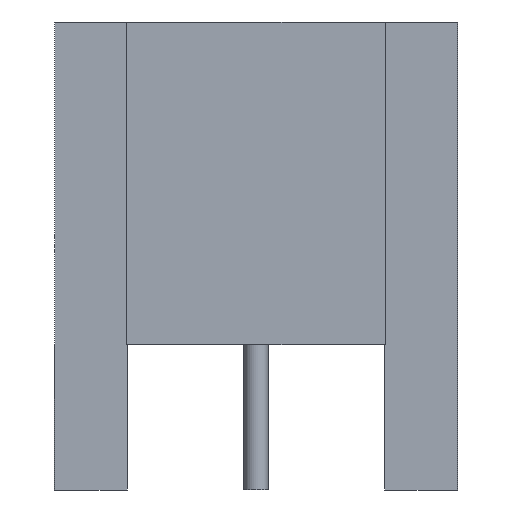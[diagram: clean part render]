
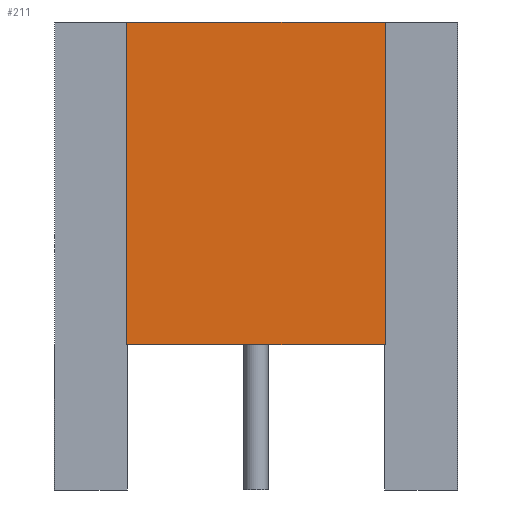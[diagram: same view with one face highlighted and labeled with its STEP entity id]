
A CAD part, front view. The second image highlights one B-rep face of the part: STEP entity #211.
In plain terms, the highlighted planar face has unit normal (0, -1, 0).
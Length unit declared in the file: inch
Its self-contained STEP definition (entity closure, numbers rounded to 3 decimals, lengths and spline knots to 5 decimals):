
#12 = ORIENTED_EDGE ( 'NONE', *, *, #1642, .T. ) ;
#50 = ORIENTED_EDGE ( 'NONE', *, *, #1499, .T. ) ;
#116 = CARTESIAN_POINT ( 'NONE',  ( 0.08, -0.0815, 0. ) ) ;
#123 = DIRECTION ( 'NONE',  ( 1., 0., 0. ) ) ;
#129 = CARTESIAN_POINT ( 'NONE',  ( 0.08, -0.0815, -0.2 ) ) ;
#143 = CARTESIAN_POINT ( 'NONE',  ( 0.08, -0.0815, 0. ) ) ;
#145 = LINE ( 'NONE', #775, #1424 ) ;
#211 = ADVANCED_FACE ( 'NONE', ( #1414 ), #1457, .F. ) ;
#240 = VECTOR ( 'NONE', #1147, 39.37008 ) ;
#241 = EDGE_CURVE ( 'NONE', #1219, #573, #1239, .T. ) ;
#255 = CARTESIAN_POINT ( 'NONE',  ( 0.08, -0.0815, 0. ) ) ;
#300 = EDGE_CURVE ( 'NONE', #573, #875, #1620, .T. ) ;
#309 = ORIENTED_EDGE ( 'NONE', *, *, #300, .F. ) ;
#346 = LINE ( 'NONE', #767, #240 ) ;
#526 = DIRECTION ( 'NONE',  ( 0., 1., 0. ) ) ;
#571 = VECTOR ( 'NONE', #123, 39.37008 ) ;
#573 = VERTEX_POINT ( 'NONE', #143 ) ;
#743 = VERTEX_POINT ( 'NONE', #834 ) ;
#767 = CARTESIAN_POINT ( 'NONE',  ( 0.08, -0.0815, -0.2 ) ) ;
#775 = CARTESIAN_POINT ( 'NONE',  ( -0.08, -0.0815, 0. ) ) ;
#780 = CARTESIAN_POINT ( 'NONE',  ( 0.08, -0.0815, 0. ) ) ;
#834 = CARTESIAN_POINT ( 'NONE',  ( -0.08, -0.0815, -0.2 ) ) ;
#843 = CARTESIAN_POINT ( 'NONE',  ( -0.08, -0.0815, 0. ) ) ;
#845 = VECTOR ( 'NONE', #1432, 39.37008 ) ;
#875 = VERTEX_POINT ( 'NONE', #129 ) ;
#1046 = ORIENTED_EDGE ( 'NONE', *, *, #241, .F. ) ;
#1056 = AXIS2_PLACEMENT_3D ( 'NONE', #255, #526, #1715 ) ;
#1147 = DIRECTION ( 'NONE',  ( 1., 0., 0. ) ) ;
#1219 = VERTEX_POINT ( 'NONE', #843 ) ;
#1239 = LINE ( 'NONE', #116, #571 ) ;
#1414 = FACE_OUTER_BOUND ( 'NONE', #1630, .T. ) ;
#1424 = VECTOR ( 'NONE', #1617, 39.37008 ) ;
#1432 = DIRECTION ( 'NONE',  ( 0., 0., -1. ) ) ;
#1457 = PLANE ( 'NONE',  #1056 ) ;
#1499 = EDGE_CURVE ( 'NONE', #743, #875, #346, .T. ) ;
#1617 = DIRECTION ( 'NONE',  ( 0., 0., -1. ) ) ;
#1620 = LINE ( 'NONE', #780, #845 ) ;
#1630 = EDGE_LOOP ( 'NONE', ( #12, #50, #309, #1046 ) ) ;
#1642 = EDGE_CURVE ( 'NONE', #1219, #743, #145, .T. ) ;
#1715 = DIRECTION ( 'NONE',  ( 0., 0., 1. ) ) ;
